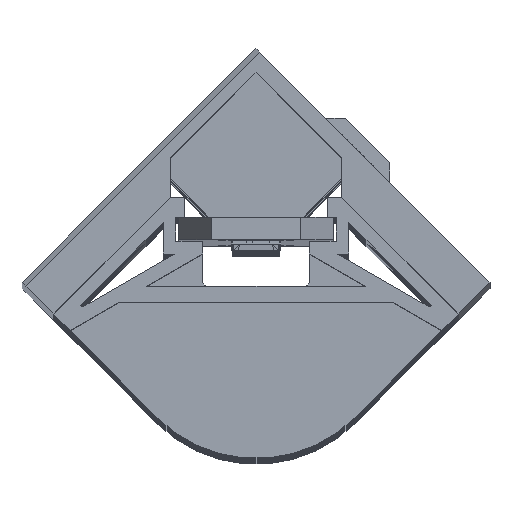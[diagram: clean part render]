
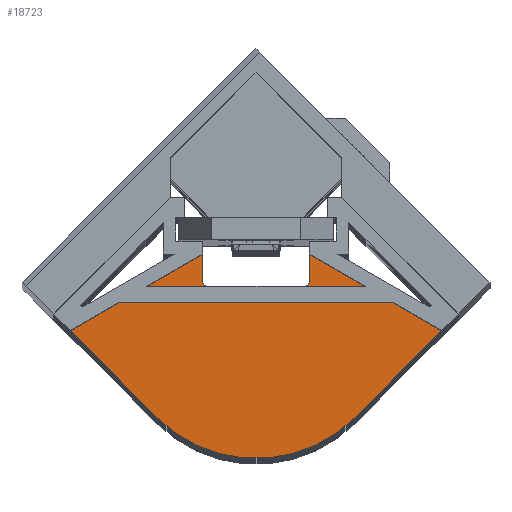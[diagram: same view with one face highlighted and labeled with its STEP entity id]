
A CAD part, top view. The second image highlights one B-rep face of the part: STEP entity #18723.
In plain terms, the highlighted planar face has unit normal (0, 0, 1).
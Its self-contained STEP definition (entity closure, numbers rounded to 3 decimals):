
#870=CIRCLE('',#20008,0.4);
#871=CIRCLE('',#20018,10.);
#872=CIRCLE('',#20024,0.4);
#1679=FACE_OUTER_BOUND('',#2696,.T.);
#2696=EDGE_LOOP('',(#16473,#16474,#16475,#16476,#16477,#16478,#16479,#16480,
#16481,#16482));
#4853=LINE('',#29702,#7201);
#4867=LINE('',#29731,#7215);
#4881=LINE('',#29760,#7229);
#4882=LINE('',#29762,#7230);
#4883=LINE('',#29764,#7231);
#4884=LINE('',#29766,#7232);
#4885=LINE('',#29769,#7233);
#7201=VECTOR('',#24388,10.);
#7215=VECTOR('',#24416,10.);
#7229=VECTOR('',#24444,10.);
#7230=VECTOR('',#24445,10.);
#7231=VECTOR('',#24446,10.);
#7232=VECTOR('',#24447,10.);
#7233=VECTOR('',#24450,10.);
#9045=VERTEX_POINT('',#29690);
#9046=VERTEX_POINT('',#29692);
#9049=VERTEX_POINT('',#29700);
#9056=VERTEX_POINT('',#29728);
#9057=VERTEX_POINT('',#29730);
#9059=VERTEX_POINT('',#29736);
#9066=VERTEX_POINT('',#29761);
#9067=VERTEX_POINT('',#29763);
#9068=VERTEX_POINT('',#29765);
#9069=VERTEX_POINT('',#29767);
#11546=EDGE_CURVE('',#9046,#9045,#870,.T.);
#11551=EDGE_CURVE('',#9045,#9049,#4853,.T.);
#11565=EDGE_CURVE('',#9057,#9056,#4867,.T.);
#11569=EDGE_CURVE('',#9056,#9059,#871,.T.);
#11580=EDGE_CURVE('',#9057,#9049,#4881,.T.);
#11581=EDGE_CURVE('',#9059,#9066,#4882,.T.);
#11582=EDGE_CURVE('',#9067,#9066,#4883,.T.);
#11583=EDGE_CURVE('',#9067,#9068,#4884,.T.);
#11584=EDGE_CURVE('',#9068,#9069,#872,.T.);
#11585=EDGE_CURVE('',#9069,#9046,#4885,.T.);
#16473=ORIENTED_EDGE('',*,*,#11580,.F.);
#16474=ORIENTED_EDGE('',*,*,#11565,.T.);
#16475=ORIENTED_EDGE('',*,*,#11569,.T.);
#16476=ORIENTED_EDGE('',*,*,#11581,.T.);
#16477=ORIENTED_EDGE('',*,*,#11582,.F.);
#16478=ORIENTED_EDGE('',*,*,#11583,.T.);
#16479=ORIENTED_EDGE('',*,*,#11584,.T.);
#16480=ORIENTED_EDGE('',*,*,#11585,.T.);
#16481=ORIENTED_EDGE('',*,*,#11546,.T.);
#16482=ORIENTED_EDGE('',*,*,#11551,.T.);
#17841=PLANE('',#20023);
#18723=ADVANCED_FACE('',(#1679),#17841,.T.);
#20008=AXIS2_PLACEMENT_3D('',#29693,#24380,#24381);
#20018=AXIS2_PLACEMENT_3D('',#29738,#24422,#24423);
#20023=AXIS2_PLACEMENT_3D('',#29759,#24442,#24443);
#20024=AXIS2_PLACEMENT_3D('',#29768,#24448,#24449);
#24380=DIRECTION('center_axis',(0.,0.,
-1.));
#24381=DIRECTION('ref_axis',(-0.707,-0.707,0.));
#24388=DIRECTION('',(0.,1.,0.));
#24416=DIRECTION('',(0.707,-0.707,0.));
#24422=DIRECTION('center_axis',(0.,0.,
1.));
#24423=DIRECTION('ref_axis',(-0.707,-0.707,0.));
#24442=DIRECTION('center_axis',(0.,0.,
1.));
#24443=DIRECTION('ref_axis',(1.,0.,0.));
#24444=DIRECTION('',(0.866,0.5,0.));
#24445=DIRECTION('',(0.707,0.707,0.));
#24446=DIRECTION('',(0.866,-0.5,0.));
#24447=DIRECTION('',(0.,-1.,0.));
#24448=DIRECTION('center_axis',(0.,0.,
-1.));
#24449=DIRECTION('ref_axis',(0.707,-0.707,0.));
#24450=DIRECTION('',(-1.,0.,0.));
#29690=CARTESIAN_POINT('',(-3.8,5.428,295.309));
#29692=CARTESIAN_POINT('',(-3.4,5.028,295.309));
#29693=CARTESIAN_POINT('Origin',(-3.4,5.428,295.309));
#29700=CARTESIAN_POINT('',(-3.8,7.328,295.309));
#29702=CARTESIAN_POINT('',(-3.8,5.15,295.309));
#29728=CARTESIAN_POINT('',(-7.071,-4.257,295.309));
#29730=CARTESIAN_POINT('',(-13.219,1.89,295.309));
#29731=CARTESIAN_POINT('',(-10.539,-0.789,295.309));
#29736=CARTESIAN_POINT('',(7.071,-4.257,295.309));
#29738=CARTESIAN_POINT('Origin',(0.,2.814,
295.309));
#29759=CARTESIAN_POINT('Origin',(0.,2.071,
295.309));
#29760=CARTESIAN_POINT('',(-3.513,7.494,295.309));
#29761=CARTESIAN_POINT('',(13.219,1.89,295.309));
#29762=CARTESIAN_POINT('',(6.885,-4.443,295.309));
#29763=CARTESIAN_POINT('',(3.8,7.328,295.309));
#29764=CARTESIAN_POINT('',(8.222,4.775,295.309));
#29765=CARTESIAN_POINT('',(3.8,5.428,295.309));
#29766=CARTESIAN_POINT('',(3.8,5.15,295.309));
#29767=CARTESIAN_POINT('',(3.4,5.028,295.309));
#29768=CARTESIAN_POINT('Origin',(3.4,5.428,295.309));
#29769=CARTESIAN_POINT('',(3.8,5.028,295.309));
